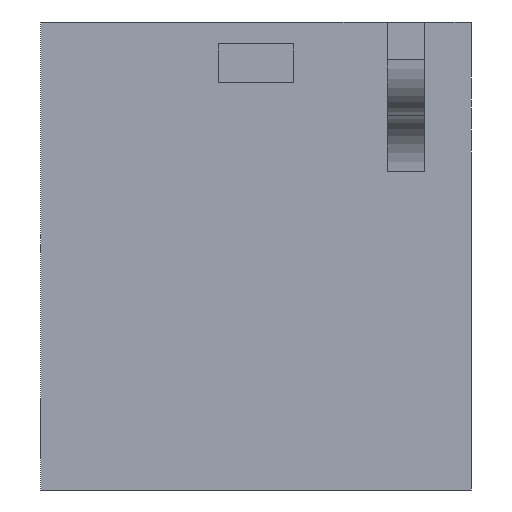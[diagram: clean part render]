
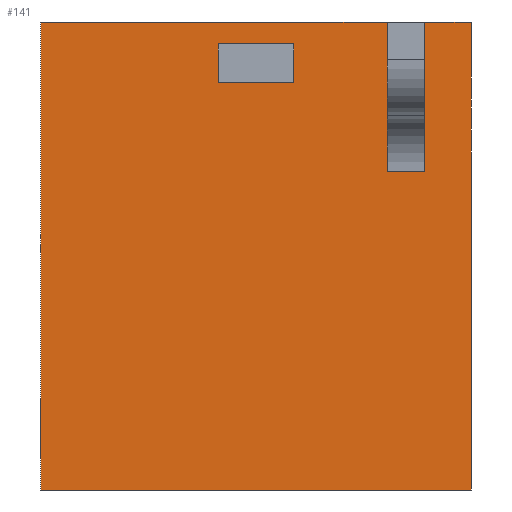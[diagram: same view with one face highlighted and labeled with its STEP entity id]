
A CAD part, left-side view. The second image highlights one B-rep face of the part: STEP entity #141.
In plain terms, the highlighted planar face has unit normal (-1, 0, 0).
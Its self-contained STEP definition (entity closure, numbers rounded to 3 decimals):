
#26 = EDGE_CURVE ( 'NONE', #2022, #511, #1847, .T. ) ;
#115 = DIRECTION ( 'NONE',  ( 0., 0., -1. ) ) ;
#140 = CARTESIAN_POINT ( 'NONE',  ( -44.8, 22.7, 50. ) ) ;
#141 = ADVANCED_FACE ( 'NONE', ( #1422, #727 ), #1076, .F. ) ;
#188 = ORIENTED_EDGE ( 'NONE', *, *, #1985, .T. ) ;
#197 = ORIENTED_EDGE ( 'NONE', *, *, #994, .F. ) ;
#258 = VERTEX_POINT ( 'NONE', #2129 ) ;
#270 = ORIENTED_EDGE ( 'NONE', *, *, #563, .F. ) ;
#323 = EDGE_CURVE ( 'NONE', #1989, #2196, #439, .T. ) ;
#354 = EDGE_CURVE ( 'NONE', #511, #866, #1843, .T. ) ;
#376 = VERTEX_POINT ( 'NONE', #971 ) ;
#378 = LINE ( 'NONE', #1786, #929 ) ;
#438 = DIRECTION ( 'NONE',  ( 0., 1., 0. ) ) ;
#439 = LINE ( 'NONE', #473, #1474 ) ;
#465 = VECTOR ( 'NONE', #1711, 1000. ) ;
#473 = CARTESIAN_POINT ( 'NONE',  ( -44.8, -4.338, 43.504 ) ) ;
#496 = CARTESIAN_POINT ( 'NONE',  ( -44.8, -23.3, 1. ) ) ;
#511 = VERTEX_POINT ( 'NONE', #1300 ) ;
#522 = VECTOR ( 'NONE', #115, 1000. ) ;
#526 = AXIS2_PLACEMENT_3D ( 'NONE', #2102, #1412, #1754 ) ;
#528 = ORIENTED_EDGE ( 'NONE', *, *, #1639, .F. ) ;
#539 = ORIENTED_EDGE ( 'NONE', *, *, #1384, .T. ) ;
#563 = EDGE_CURVE ( 'NONE', #1968, #376, #2166, .T. ) ;
#624 = CARTESIAN_POINT ( 'NONE',  ( -44.8, 0., 34. ) ) ;
#664 = ORIENTED_EDGE ( 'NONE', *, *, #354, .F. ) ;
#691 = VECTOR ( 'NONE', #438, 1000. ) ;
#693 = EDGE_LOOP ( 'NONE', ( #2029, #188, #539, #270, #1322, #1485, #528, #664 ) ) ;
#725 = VECTOR ( 'NONE', #1326, 1000. ) ;
#727 = FACE_OUTER_BOUND ( 'NONE', #693, .T. ) ;
#731 = VECTOR ( 'NONE', #1161, 1000. ) ;
#732 = LINE ( 'NONE', #1262, #1034 ) ;
#817 = DIRECTION ( 'NONE',  ( 0., -1., 0. ) ) ;
#866 = VERTEX_POINT ( 'NONE', #2153 ) ;
#917 = CARTESIAN_POINT ( 'NONE',  ( -44.8, 3.738, 47.663 ) ) ;
#929 = VECTOR ( 'NONE', #1237, 1000. ) ;
#930 = DIRECTION ( 'NONE',  ( 0., 1., 0. ) ) ;
#947 = ORIENTED_EDGE ( 'NONE', *, *, #1502, .F. ) ;
#971 = CARTESIAN_POINT ( 'NONE',  ( -44.8, -14.3, 50. ) ) ;
#984 = CARTESIAN_POINT ( 'NONE',  ( -44.8, -4.338, 47.663 ) ) ;
#994 = EDGE_CURVE ( 'NONE', #1389, #1989, #1484, .T. ) ;
#1026 = LINE ( 'NONE', #1146, #1506 ) ;
#1032 = LINE ( 'NONE', #1521, #1729 ) ;
#1034 = VECTOR ( 'NONE', #1417, 1000. ) ;
#1076 = PLANE ( 'NONE',  #526 ) ;
#1107 = CARTESIAN_POINT ( 'NONE',  ( -44.8, 22.7, 0. ) ) ;
#1146 = CARTESIAN_POINT ( 'NONE',  ( -44.8, 22.7, 1. ) ) ;
#1161 = DIRECTION ( 'NONE',  ( 0., 0., -1. ) ) ;
#1200 = VERTEX_POINT ( 'NONE', #1279 ) ;
#1237 = DIRECTION ( 'NONE',  ( 0., -1., 0. ) ) ;
#1262 = CARTESIAN_POINT ( 'NONE',  ( -44.8, -14.3, 40. ) ) ;
#1279 = CARTESIAN_POINT ( 'NONE',  ( -44.8, -23.3, 0. ) ) ;
#1300 = CARTESIAN_POINT ( 'NONE',  ( -44.8, -18.3, 50. ) ) ;
#1314 = CARTESIAN_POINT ( 'NONE',  ( -44.8, 22.7, 50. ) ) ;
#1317 = EDGE_CURVE ( 'NONE', #1361, #1200, #378, .T. ) ;
#1322 = ORIENTED_EDGE ( 'NONE', *, *, #2114, .T. ) ;
#1326 = DIRECTION ( 'NONE',  ( 0., -1., 0. ) ) ;
#1361 = VERTEX_POINT ( 'NONE', #1107 ) ;
#1384 = EDGE_CURVE ( 'NONE', #258, #376, #732, .T. ) ;
#1389 = VERTEX_POINT ( 'NONE', #917 ) ;
#1412 = DIRECTION ( 'NONE',  ( 1., 0., 0. ) ) ;
#1417 = DIRECTION ( 'NONE',  ( 0., 0., 1. ) ) ;
#1422 = FACE_BOUND ( 'NONE', #2056, .T. ) ;
#1444 = VERTEX_POINT ( 'NONE', #984 ) ;
#1474 = VECTOR ( 'NONE', #2008, 1000. ) ;
#1477 = LINE ( 'NONE', #624, #1966 ) ;
#1484 = LINE ( 'NONE', #1641, #522 ) ;
#1485 = ORIENTED_EDGE ( 'NONE', *, *, #1317, .T. ) ;
#1502 = EDGE_CURVE ( 'NONE', #1444, #1389, #1971, .T. ) ;
#1506 = VECTOR ( 'NONE', #1701, 1000. ) ;
#1521 = CARTESIAN_POINT ( 'NONE',  ( -44.8, -4.338, 43.504 ) ) ;
#1555 = EDGE_CURVE ( 'NONE', #2196, #1444, #1032, .T. ) ;
#1622 = CARTESIAN_POINT ( 'NONE',  ( -44.8, 3.738, 43.504 ) ) ;
#1639 = EDGE_CURVE ( 'NONE', #866, #1200, #1673, .T. ) ;
#1641 = CARTESIAN_POINT ( 'NONE',  ( -44.8, 3.738, 43.504 ) ) ;
#1650 = CARTESIAN_POINT ( 'NONE',  ( -44.8, -4.338, 47.663 ) ) ;
#1673 = LINE ( 'NONE', #496, #731 ) ;
#1701 = DIRECTION ( 'NONE',  ( 0., 0., -1. ) ) ;
#1711 = DIRECTION ( 'NONE',  ( 0., 0., 1. ) ) ;
#1729 = VECTOR ( 'NONE', #2200, 1000. ) ;
#1754 = DIRECTION ( 'NONE',  ( 0., 0., -1. ) ) ;
#1780 = CARTESIAN_POINT ( 'NONE',  ( -44.8, -4.338, 43.504 ) ) ;
#1786 = CARTESIAN_POINT ( 'NONE',  ( -44.8, 0., 0. ) ) ;
#1804 = CARTESIAN_POINT ( 'NONE',  ( -44.8, 22.7, 50. ) ) ;
#1836 = VECTOR ( 'NONE', #817, 1000. ) ;
#1843 = LINE ( 'NONE', #1804, #725 ) ;
#1847 = LINE ( 'NONE', #2043, #465 ) ;
#1849 = ORIENTED_EDGE ( 'NONE', *, *, #323, .F. ) ;
#1906 = ORIENTED_EDGE ( 'NONE', *, *, #1555, .F. ) ;
#1966 = VECTOR ( 'NONE', #930, 1000. ) ;
#1968 = VERTEX_POINT ( 'NONE', #1314 ) ;
#1971 = LINE ( 'NONE', #1650, #691 ) ;
#1985 = EDGE_CURVE ( 'NONE', #2022, #258, #1477, .T. ) ;
#1989 = VERTEX_POINT ( 'NONE', #1622 ) ;
#2008 = DIRECTION ( 'NONE',  ( 0., -1., 0. ) ) ;
#2022 = VERTEX_POINT ( 'NONE', #2179 ) ;
#2029 = ORIENTED_EDGE ( 'NONE', *, *, #26, .F. ) ;
#2043 = CARTESIAN_POINT ( 'NONE',  ( -44.8, -18.3, 40. ) ) ;
#2056 = EDGE_LOOP ( 'NONE', ( #197, #947, #1906, #1849 ) ) ;
#2102 = CARTESIAN_POINT ( 'NONE',  ( -44.8, 0., 1. ) ) ;
#2114 = EDGE_CURVE ( 'NONE', #1968, #1361, #1026, .T. ) ;
#2129 = CARTESIAN_POINT ( 'NONE',  ( -44.8, -14.3, 34. ) ) ;
#2153 = CARTESIAN_POINT ( 'NONE',  ( -44.8, -23.3, 50. ) ) ;
#2166 = LINE ( 'NONE', #140, #1836 ) ;
#2179 = CARTESIAN_POINT ( 'NONE',  ( -44.8, -18.3, 34. ) ) ;
#2196 = VERTEX_POINT ( 'NONE', #1780 ) ;
#2200 = DIRECTION ( 'NONE',  ( 0., 0., 1. ) ) ;
